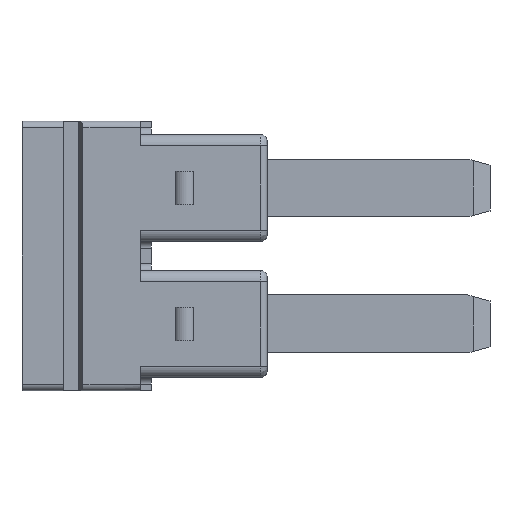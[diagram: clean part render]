
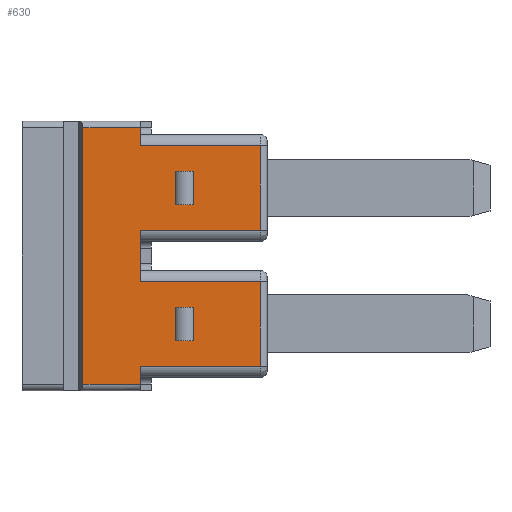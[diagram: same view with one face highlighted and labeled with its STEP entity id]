
A CAD part, left-side view. The second image highlights one B-rep face of the part: STEP entity #630.
In plain terms, the highlighted planar face has unit normal (-1, 0, 0).
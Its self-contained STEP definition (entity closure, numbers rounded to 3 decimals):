
#234=FACE_BOUND('',#1428,.T.);
#235=FACE_BOUND('',#1429,.T.);
#236=FACE_BOUND('',#1430,.T.);
#630=ADVANCED_FACE('',(#234,#235,#236),#956,.F.);
#956=PLANE('',#5601);
#1428=EDGE_LOOP('',(#1817,#1818,#1819,#1820));
#1429=EDGE_LOOP('',(#1821,#1822,#1823,#1824));
#1430=EDGE_LOOP('',(#1825,#1826,#1827,#1828,#1829,#1830,#1831,#1832,#1833,
#1834,#1835,#1836));
#1817=ORIENTED_EDGE('',*,*,#3880,.T.);
#1818=ORIENTED_EDGE('',*,*,#3881,.F.);
#1819=ORIENTED_EDGE('',*,*,#3882,.F.);
#1820=ORIENTED_EDGE('',*,*,#3883,.T.);
#1821=ORIENTED_EDGE('',*,*,#3884,.T.);
#1822=ORIENTED_EDGE('',*,*,#3885,.F.);
#1823=ORIENTED_EDGE('',*,*,#3886,.F.);
#1824=ORIENTED_EDGE('',*,*,#3887,.T.);
#1825=ORIENTED_EDGE('',*,*,#3888,.T.);
#1826=ORIENTED_EDGE('',*,*,#3889,.F.);
#1827=ORIENTED_EDGE('',*,*,#3890,.T.);
#1828=ORIENTED_EDGE('',*,*,#3891,.F.);
#1829=ORIENTED_EDGE('',*,*,#3892,.F.);
#1830=ORIENTED_EDGE('',*,*,#3893,.F.);
#1831=ORIENTED_EDGE('',*,*,#3894,.T.);
#1832=ORIENTED_EDGE('',*,*,#3895,.F.);
#1833=ORIENTED_EDGE('',*,*,#3896,.F.);
#1834=ORIENTED_EDGE('',*,*,#3897,.F.);
#1835=ORIENTED_EDGE('',*,*,#3898,.T.);
#1836=ORIENTED_EDGE('',*,*,#3899,.F.);
#3395=VERTEX_POINT('',#7933);
#3396=VERTEX_POINT('',#7934);
#3397=VERTEX_POINT('',#7936);
#3398=VERTEX_POINT('',#7938);
#3399=VERTEX_POINT('',#7941);
#3400=VERTEX_POINT('',#7942);
#3401=VERTEX_POINT('',#7944);
#3402=VERTEX_POINT('',#7946);
#3403=VERTEX_POINT('',#7949);
#3404=VERTEX_POINT('',#7950);
#3405=VERTEX_POINT('',#7952);
#3406=VERTEX_POINT('',#7954);
#3407=VERTEX_POINT('',#7956);
#3408=VERTEX_POINT('',#7958);
#3409=VERTEX_POINT('',#7960);
#3410=VERTEX_POINT('',#7962);
#3411=VERTEX_POINT('',#7964);
#3412=VERTEX_POINT('',#7966);
#3413=VERTEX_POINT('',#7968);
#3414=VERTEX_POINT('',#7970);
#3880=EDGE_CURVE('',#3395,#3396,#4668,.T.);
#3881=EDGE_CURVE('',#3397,#3396,#4669,.T.);
#3882=EDGE_CURVE('',#3398,#3397,#4670,.T.);
#3883=EDGE_CURVE('',#3398,#3395,#4671,.T.);
#3884=EDGE_CURVE('',#3399,#3400,#4672,.T.);
#3885=EDGE_CURVE('',#3401,#3400,#4673,.T.);
#3886=EDGE_CURVE('',#3402,#3401,#4674,.T.);
#3887=EDGE_CURVE('',#3402,#3399,#4675,.T.);
#3888=EDGE_CURVE('',#3403,#3404,#4676,.T.);
#3889=EDGE_CURVE('',#3405,#3404,#4677,.T.);
#3890=EDGE_CURVE('',#3405,#3406,#4678,.T.);
#3891=EDGE_CURVE('',#3407,#3406,#4679,.T.);
#3892=EDGE_CURVE('',#3408,#3407,#4680,.T.);
#3893=EDGE_CURVE('',#3409,#3408,#4681,.T.);
#3894=EDGE_CURVE('',#3409,#3410,#4682,.T.);
#3895=EDGE_CURVE('',#3411,#3410,#4683,.T.);
#3896=EDGE_CURVE('',#3412,#3411,#4684,.T.);
#3897=EDGE_CURVE('',#3413,#3412,#4685,.T.);
#3898=EDGE_CURVE('',#3413,#3414,#4686,.T.);
#3899=EDGE_CURVE('',#3403,#3414,#4687,.T.);
#4668=LINE('',#7932,#5150);
#4669=LINE('',#7935,#5151);
#4670=LINE('',#7937,#5152);
#4671=LINE('',#7939,#5153);
#4672=LINE('',#7940,#5154);
#4673=LINE('',#7943,#5155);
#4674=LINE('',#7945,#5156);
#4675=LINE('',#7947,#5157);
#4676=LINE('',#7948,#5158);
#4677=LINE('',#7951,#5159);
#4678=LINE('',#7953,#5160);
#4679=LINE('',#7955,#5161);
#4680=LINE('',#7957,#5162);
#4681=LINE('',#7959,#5163);
#4682=LINE('',#7961,#5164);
#4683=LINE('',#7963,#5165);
#4684=LINE('',#7965,#5166);
#4685=LINE('',#7967,#5167);
#4686=LINE('',#7969,#5168);
#4687=LINE('',#7971,#5169);
#5150=VECTOR('',#6246,1.);
#5151=VECTOR('',#6247,1.);
#5152=VECTOR('',#6248,1.);
#5153=VECTOR('',#6249,1.);
#5154=VECTOR('',#6250,1.);
#5155=VECTOR('',#6251,1.);
#5156=VECTOR('',#6252,1.);
#5157=VECTOR('',#6253,1.);
#5158=VECTOR('',#6254,1.);
#5159=VECTOR('',#6255,1.);
#5160=VECTOR('',#6256,1.);
#5161=VECTOR('',#6257,1.);
#5162=VECTOR('',#6258,1.);
#5163=VECTOR('',#6259,1.);
#5164=VECTOR('',#6260,1.);
#5165=VECTOR('',#6261,1.);
#5166=VECTOR('',#6262,1.);
#5167=VECTOR('',#6263,1.);
#5168=VECTOR('',#6264,1.);
#5169=VECTOR('',#6265,1.);
#5601=AXIS2_PLACEMENT_3D('',#7972,#6266,#6267);
#6246=DIRECTION('',(0.,0.,1.));
#6247=DIRECTION('',(0.,1.,0.));
#6248=DIRECTION('',(0.,0.,1.));
#6249=DIRECTION('',(0.,1.,0.));
#6250=DIRECTION('',(0.,0.,1.));
#6251=DIRECTION('',(0.,1.,0.));
#6252=DIRECTION('',(0.,0.,1.));
#6253=DIRECTION('',(0.,1.,0.));
#6254=DIRECTION('',(0.,1.,0.));
#6255=DIRECTION('',(0.,0.,1.));
#6256=DIRECTION('',(0.,-1.,0.));
#6257=DIRECTION('',(0.,0.,-1.));
#6258=DIRECTION('',(0.,1.,0.));
#6259=DIRECTION('',(0.,0.,-1.));
#6260=DIRECTION('',(0.,1.,0.));
#6261=DIRECTION('',(0.,0.,-1.));
#6262=DIRECTION('',(0.,1.,0.));
#6263=DIRECTION('',(0.,0.,-1.));
#6264=DIRECTION('',(0.,1.,0.));
#6265=DIRECTION('',(0.,0.,-1.));
#6266=DIRECTION('',(1.,0.,0.));
#6267=DIRECTION('',(0.,0.,-1.));
#7932=CARTESIAN_POINT('',(-2.,14.1,5.35));
#7933=CARTESIAN_POINT('',(-2.,14.1,5.35));
#7934=CARTESIAN_POINT('',(-2.,14.1,6.85));
#7935=CARTESIAN_POINT('',(-2.,13.3,6.85));
#7936=CARTESIAN_POINT('',(-2.,13.3,6.85));
#7937=CARTESIAN_POINT('',(-2.,13.3,5.35));
#7938=CARTESIAN_POINT('',(-2.,13.3,5.35));
#7939=CARTESIAN_POINT('',(-2.,13.3,5.35));
#7940=CARTESIAN_POINT('',(-2.,14.1,-0.75));
#7941=CARTESIAN_POINT('',(-2.,14.1,-0.75));
#7942=CARTESIAN_POINT('',(-2.,14.1,0.75));
#7943=CARTESIAN_POINT('',(-2.,13.3,0.75));
#7944=CARTESIAN_POINT('',(-2.,13.3,0.75));
#7945=CARTESIAN_POINT('',(-2.,13.3,-0.75));
#7946=CARTESIAN_POINT('',(-2.,13.3,-0.75));
#7947=CARTESIAN_POINT('',(-2.,13.3,-0.75));
#7948=CARTESIAN_POINT('',(-2.,15.7,8.8));
#7949=CARTESIAN_POINT('',(-2.,15.7,8.8));
#7950=CARTESIAN_POINT('',(-2.,18.263,8.8));
#7951=CARTESIAN_POINT('',(-2.,18.263,0.));
#7952=CARTESIAN_POINT('',(-2.,18.263,-2.7));
#7953=CARTESIAN_POINT('',(-2.,21.,-2.7));
#7954=CARTESIAN_POINT('',(-2.,15.7,-2.7));
#7955=CARTESIAN_POINT('',(-2.,15.7,-1.9));
#7956=CARTESIAN_POINT('',(-2.,15.7,-1.9));
#7957=CARTESIAN_POINT('',(-2.,10.3,-1.9));
#7958=CARTESIAN_POINT('',(-2.,10.3,-1.9));
#7959=CARTESIAN_POINT('',(-2.,10.3,1.9));
#7960=CARTESIAN_POINT('',(-2.,10.3,1.9));
#7961=CARTESIAN_POINT('',(-2.,10.3,1.9));
#7962=CARTESIAN_POINT('',(-2.,15.7,1.9));
#7963=CARTESIAN_POINT('',(-2.,15.7,4.2));
#7964=CARTESIAN_POINT('',(-2.,15.7,4.2));
#7965=CARTESIAN_POINT('',(-2.,10.3,4.2));
#7966=CARTESIAN_POINT('',(-2.,10.3,4.2));
#7967=CARTESIAN_POINT('',(-2.,10.3,8.));
#7968=CARTESIAN_POINT('',(-2.,10.3,8.));
#7969=CARTESIAN_POINT('',(-2.,10.3,8.));
#7970=CARTESIAN_POINT('',(-2.,15.7,8.));
#7971=CARTESIAN_POINT('',(-2.,15.7,8.8));
#7972=CARTESIAN_POINT('',(-2.,0.,0.));
